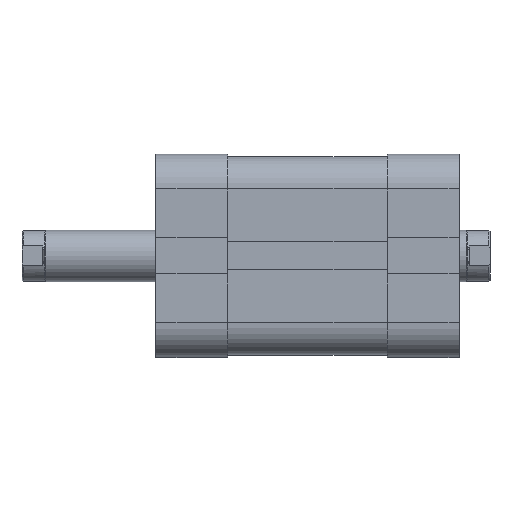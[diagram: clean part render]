
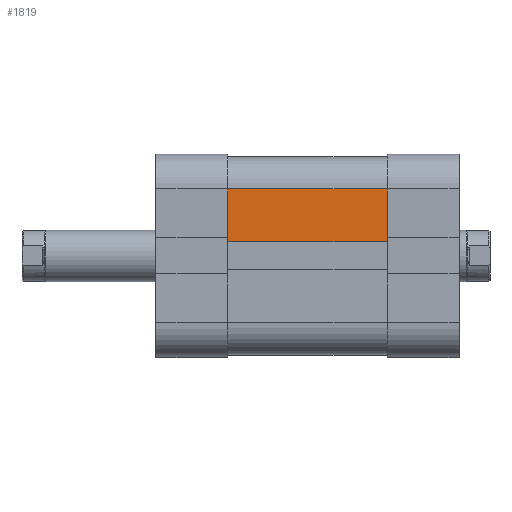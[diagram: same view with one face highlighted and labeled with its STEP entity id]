
A CAD part, top view. The second image highlights one B-rep face of the part: STEP entity #1819.
In plain terms, the highlighted face is planar.
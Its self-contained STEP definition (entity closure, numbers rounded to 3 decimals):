
#1164 = CARTESIAN_POINT ( 'NONE',  ( 6.25, 0., -31. ) ) ;
#1332 = EDGE_CURVE ( 'NONE', #6366, #2064, #5792, .T. ) ;
#1337 = EDGE_CURVE ( 'NONE', #2063, #2062, #1551, .T. ) ;
#1340 = EDGE_CURVE ( 'NONE', #2064, #2062, #1576, .T. ) ;
#1346 = EDGE_CURVE ( 'NONE', #6366, #2063, #1655, .T. ) ;
#1475 = VECTOR ( 'NONE', #2152, 1000. ) ;
#1496 = VECTOR ( 'NONE', #2160, 1000. ) ;
#1551 = LINE ( 'NONE', #2150, #1475 ) ;
#1561 = EDGE_LOOP ( 'NONE', ( #5785, #5788, #5786, #5791 ) ) ;
#1576 = LINE ( 'NONE', #2153, #1496 ) ;
#1588 = VECTOR ( 'NONE', #2142, 1000. ) ;
#1636 = VECTOR ( 'NONE', #2173, 1000. ) ;
#1655 = LINE ( 'NONE', #2172, #1636 ) ;
#1819 = ADVANCED_FACE ( 'NONE', ( #4890 ), #2464, .T. ) ;
#2062 = VERTEX_POINT ( 'NONE', #3192 ) ;
#2063 = VERTEX_POINT ( 'NONE', #3193 ) ;
#2064 = VERTEX_POINT ( 'NONE', #3194 ) ;
#2139 = CARTESIAN_POINT ( 'NONE',  ( 6.25, 0., -31. ) ) ;
#2142 = DIRECTION ( 'NONE',  ( 1., 0., 0. ) ) ;
#2150 = CARTESIAN_POINT ( 'NONE',  ( 6.25, 0., 0. ) ) ;
#2152 = DIRECTION ( 'NONE',  ( 1., 0., 0. ) ) ;
#2153 = CARTESIAN_POINT ( 'NONE',  ( 16.55, 0., -31. ) ) ;
#2160 = DIRECTION ( 'NONE',  ( 0., 0., 1. ) ) ;
#2172 = CARTESIAN_POINT ( 'NONE',  ( 6.25, 0., -31. ) ) ;
#2173 = DIRECTION ( 'NONE',  ( 0., 0., 1. ) ) ;
#2464 = PLANE ( 'NONE',  #3532 ) ;
#2467 = CARTESIAN_POINT ( 'NONE',  ( 6.25, 0., -31. ) ) ;
#2473 = DIRECTION ( 'NONE',  ( 0., -1., 0. ) ) ;
#2474 = DIRECTION ( 'NONE',  ( 0., 0., -1. ) ) ;
#3192 = CARTESIAN_POINT ( 'NONE',  ( 16.55, 0., 0. ) ) ;
#3193 = CARTESIAN_POINT ( 'NONE',  ( 6.25, 0., 0. ) ) ;
#3194 = CARTESIAN_POINT ( 'NONE',  ( 16.55, 0., -31. ) ) ;
#3532 = AXIS2_PLACEMENT_3D ( 'NONE', #2467, #2473, #2474 ) ;
#4890 = FACE_OUTER_BOUND ( 'NONE', #1561, .T. ) ;
#5785 = ORIENTED_EDGE ( 'NONE', *, *, #1340, .T. ) ;
#5786 = ORIENTED_EDGE ( 'NONE', *, *, #1346, .F. ) ;
#5788 = ORIENTED_EDGE ( 'NONE', *, *, #1337, .F. ) ;
#5791 = ORIENTED_EDGE ( 'NONE', *, *, #1332, .T. ) ;
#5792 = LINE ( 'NONE', #2139, #1588 ) ;
#6366 = VERTEX_POINT ( 'NONE', #1164 ) ;
